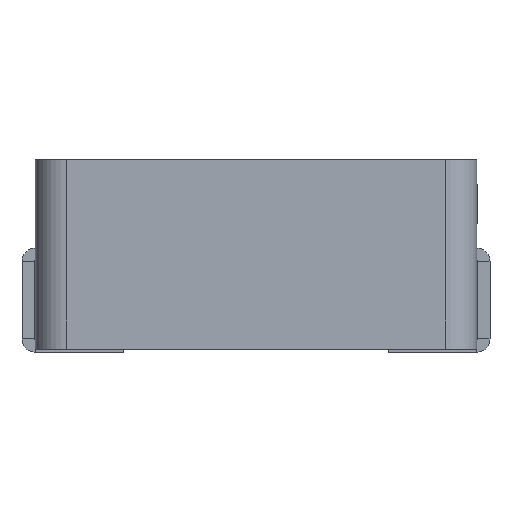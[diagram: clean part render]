
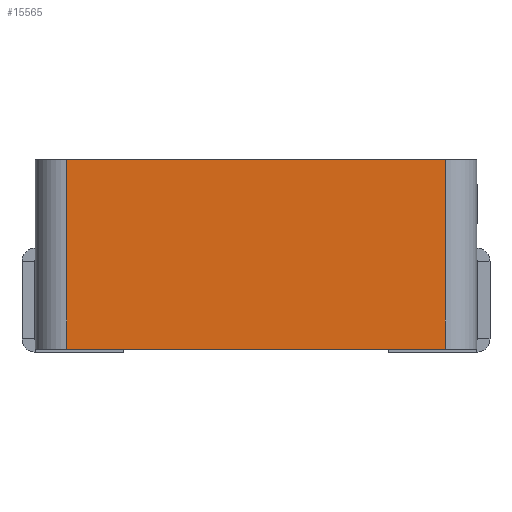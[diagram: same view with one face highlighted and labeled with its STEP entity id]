
A CAD part, front view. The second image highlights one B-rep face of the part: STEP entity #15565.
In plain terms, the highlighted planar face has unit normal (0, -1, 0).
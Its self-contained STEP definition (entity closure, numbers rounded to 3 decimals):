
#2351 = VERTEX_POINT ( 'NONE', #5156 ) ;
#2373 = CARTESIAN_POINT ( 'NONE',  ( -3., -3.4, -1.5 ) ) ;
#2766 = CARTESIAN_POINT ( 'NONE',  ( 3., -3.4, 1.5 ) ) ;
#3185 = EDGE_CURVE ( 'NONE', #8753, #17859, #14146, .T. ) ;
#3608 = DIRECTION ( 'NONE',  ( 0., 0., -1. ) ) ;
#3817 = PLANE ( 'NONE',  #14385 ) ;
#4133 = CARTESIAN_POINT ( 'NONE',  ( -3., -3.4, 1.5 ) ) ;
#5098 = VECTOR ( 'NONE', #17057, 1000. ) ;
#5156 = CARTESIAN_POINT ( 'NONE',  ( 3., -3.4, 1.5 ) ) ;
#5211 = EDGE_CURVE ( 'NONE', #7459, #2351, #7131, .T. ) ;
#5340 = CARTESIAN_POINT ( 'NONE',  ( -3.65, -3.4, -1.5 ) ) ;
#5908 = DIRECTION ( 'NONE',  ( 0., 0., 1. ) ) ;
#6316 = LINE ( 'NONE', #2766, #7754 ) ;
#6539 = DIRECTION ( 'NONE',  ( 0., 0., -1. ) ) ;
#7052 = CARTESIAN_POINT ( 'NONE',  ( 3., -3.4, -1.5 ) ) ;
#7131 = LINE ( 'NONE', #14831, #7988 ) ;
#7459 = VERTEX_POINT ( 'NONE', #4133 ) ;
#7754 = VECTOR ( 'NONE', #5908, 1000. ) ;
#7988 = VECTOR ( 'NONE', #13326, 1000. ) ;
#8753 = VERTEX_POINT ( 'NONE', #11430 ) ;
#9702 = ORIENTED_EDGE ( 'NONE', *, *, #18704, .T. ) ;
#10086 = LINE ( 'NONE', #2373, #16093 ) ;
#11261 = ORIENTED_EDGE ( 'NONE', *, *, #5211, .F. ) ;
#11330 = DIRECTION ( 'NONE',  ( 0., -1., 0. ) ) ;
#11430 = CARTESIAN_POINT ( 'NONE',  ( -3., -3.4, -1.5 ) ) ;
#12661 = ORIENTED_EDGE ( 'NONE', *, *, #3185, .T. ) ;
#13326 = DIRECTION ( 'NONE',  ( 1., 0., 0. ) ) ;
#13555 = EDGE_CURVE ( 'NONE', #17859, #2351, #6316, .T. ) ;
#14146 = LINE ( 'NONE', #15443, #5098 ) ;
#14385 = AXIS2_PLACEMENT_3D ( 'NONE', #5340, #11330, #3608 ) ;
#14831 = CARTESIAN_POINT ( 'NONE',  ( -3.65, -3.4, 1.5 ) ) ;
#15443 = CARTESIAN_POINT ( 'NONE',  ( -3.65, -3.4, -1.5 ) ) ;
#15565 = ADVANCED_FACE ( 'NONE', ( #19150 ), #3817, .T. ) ;
#16093 = VECTOR ( 'NONE', #6539, 1000. ) ;
#17057 = DIRECTION ( 'NONE',  ( 1., 0., 0. ) ) ;
#17244 = ORIENTED_EDGE ( 'NONE', *, *, #13555, .T. ) ;
#17859 = VERTEX_POINT ( 'NONE', #7052 ) ;
#18657 = EDGE_LOOP ( 'NONE', ( #12661, #17244, #11261, #9702 ) ) ;
#18704 = EDGE_CURVE ( 'NONE', #7459, #8753, #10086, .T. ) ;
#19150 = FACE_OUTER_BOUND ( 'NONE', #18657, .T. ) ;
